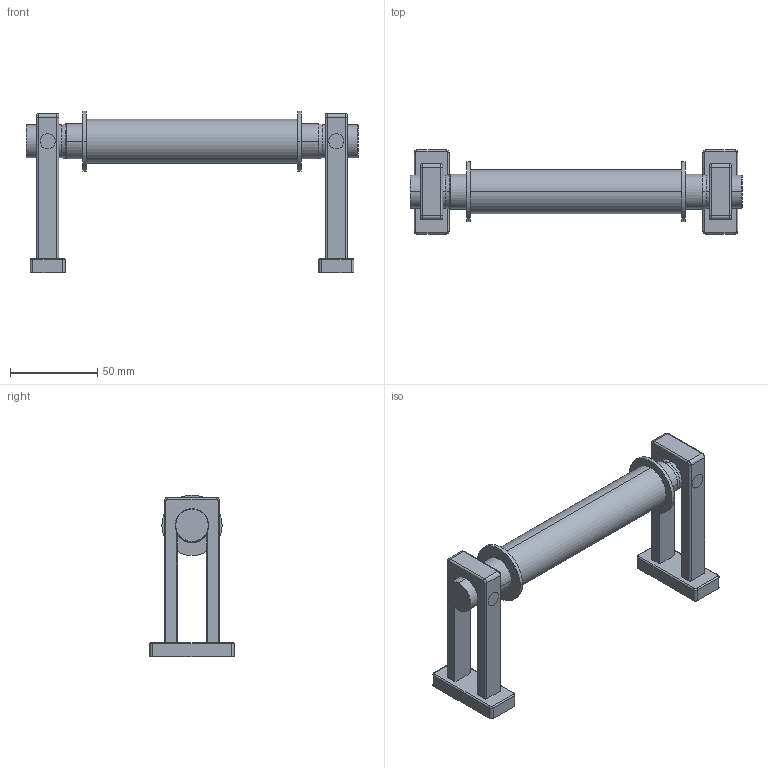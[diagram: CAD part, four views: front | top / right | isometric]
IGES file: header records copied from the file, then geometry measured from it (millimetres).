
Start section:  PTC IGES file: 3008.igs
Global section: file name: 3008.igs; native system: Creo Parametric by PTC Inc.; preprocessor: 2018400; author: jinson.thomas; organization: Unknown; date: 20211220.105858; units: inch
Bounding box: 189.79 x 48.11 x 92.48 mm (x, y, z)
Volume: 130327.4 mm3; surface area: 37629.4 mm2
Topology: 4 solids, 4 shells, 133 faces, 294 edges, 180 vertices
Faces by surface type: revolution 96, bspline 37
